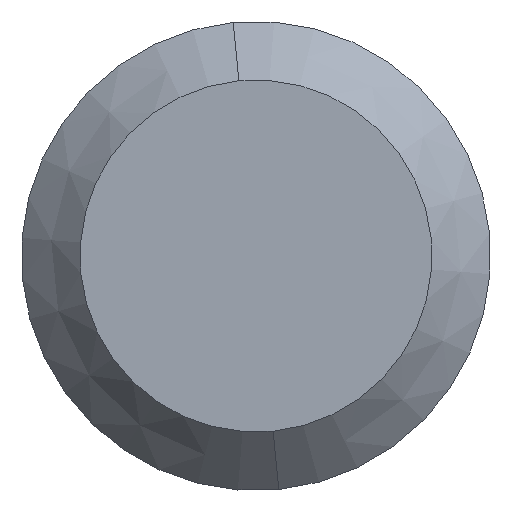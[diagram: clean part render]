
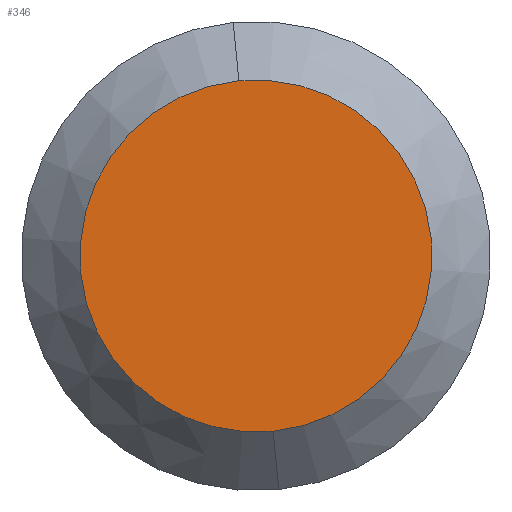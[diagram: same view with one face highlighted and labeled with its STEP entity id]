
A CAD part, left-side view. The second image highlights one B-rep face of the part: STEP entity #346.
In plain terms, the highlighted face is planar.
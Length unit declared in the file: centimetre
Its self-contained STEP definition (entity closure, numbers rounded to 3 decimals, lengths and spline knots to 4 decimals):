
#7 = AXIS2_PLACEMENT_3D ( 'NONE', #513, #469, #613 ) ;
#26 = FACE_OUTER_BOUND ( 'NONE', #603, .T. ) ;
#59 = EDGE_CURVE ( 'NONE', #457, #495, #248, .T. ) ;
#109 = AXIS2_PLACEMENT_3D ( 'NONE', #363, #204, #403 ) ;
#121 = CARTESIAN_POINT ( 'NONE',  ( -62.7592, 257.8863, 25.5461 ) ) ;
#151 = ORIENTED_EDGE ( 'NONE', *, *, #386, .F. ) ;
#164 = ORIENTED_EDGE ( 'NONE', *, *, #59, .F. ) ;
#204 = DIRECTION ( 'NONE',  ( -1., 0., 0. ) ) ;
#217 = PLANE ( 'NONE',  #7 ) ;
#229 = CARTESIAN_POINT ( 'NONE',  ( -62.7592, 257.8863, 23.6411 ) ) ;
#248 = CIRCLE ( 'NONE', #109, 0.9525 ) ;
#346 = ADVANCED_FACE ( 'NONE', ( #26 ), #217, .F. ) ;
#363 = CARTESIAN_POINT ( 'NONE',  ( -62.7592, 257.8863, 24.5936 ) ) ;
#375 = AXIS2_PLACEMENT_3D ( 'NONE', #507, #574, #510 ) ;
#386 = EDGE_CURVE ( 'NONE', #495, #457, #465, .T. ) ;
#403 = DIRECTION ( 'NONE',  ( 0., 0., -1. ) ) ;
#457 = VERTEX_POINT ( 'NONE', #229 ) ;
#465 = CIRCLE ( 'NONE', #375, 0.9525 ) ;
#469 = DIRECTION ( 'NONE',  ( -1., 0., 0. ) ) ;
#495 = VERTEX_POINT ( 'NONE', #121 ) ;
#507 = CARTESIAN_POINT ( 'NONE',  ( -62.7592, 257.8863, 24.5936 ) ) ;
#510 = DIRECTION ( 'NONE',  ( 0., 0., -1. ) ) ;
#513 = CARTESIAN_POINT ( 'NONE',  ( -62.7592, 220.1381, 17.8285 ) ) ;
#574 = DIRECTION ( 'NONE',  ( -1., 0., 0. ) ) ;
#603 = EDGE_LOOP ( 'NONE', ( #164, #151 ) ) ;
#613 = DIRECTION ( 'NONE',  ( 0., -1., 0. ) ) ;
